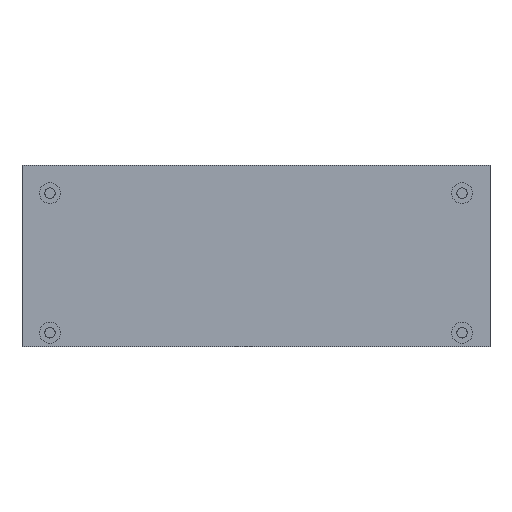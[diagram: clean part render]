
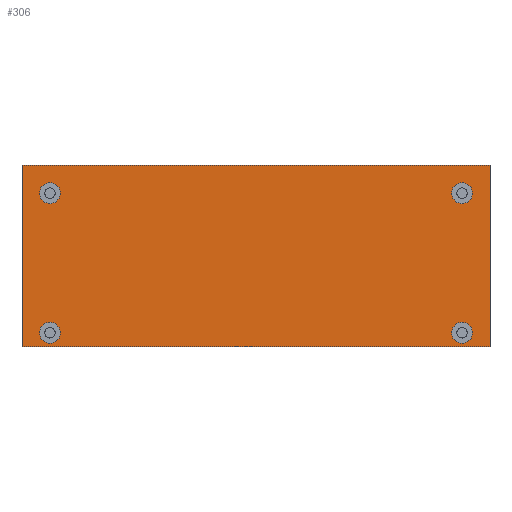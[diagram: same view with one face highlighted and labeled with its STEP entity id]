
A CAD part, front view. The second image highlights one B-rep face of the part: STEP entity #306.
In plain terms, the highlighted planar face has unit normal (0, -1, 0).
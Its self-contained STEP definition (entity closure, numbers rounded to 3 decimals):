
#19=FACE_BOUND('',#85,.T.);
#20=FACE_BOUND('',#86,.T.);
#21=FACE_BOUND('',#87,.T.);
#22=FACE_BOUND('',#88,.T.);
#36=PLANE('',#358);
#58=FACE_OUTER_BOUND('',#84,.T.);
#84=EDGE_LOOP('',(#269,#270,#271,#272));
#85=EDGE_LOOP('',(#273));
#86=EDGE_LOOP('',(#274));
#87=EDGE_LOOP('',(#275));
#88=EDGE_LOOP('',(#276));
#97=LINE('',#517,#117);
#101=LINE('',#525,#121);
#104=LINE('',#531,#124);
#107=LINE('',#536,#127);
#117=VECTOR('',#435,10.);
#121=VECTOR('',#441,10.);
#124=VECTOR('',#446,10.);
#127=VECTOR('',#451,10.);
#138=CIRCLE('',#339,1.5);
#140=CIRCLE('',#343,1.5);
#142=CIRCLE('',#347,1.5);
#144=CIRCLE('',#351,1.5);
#154=VERTEX_POINT('',#489);
#156=VERTEX_POINT('',#496);
#158=VERTEX_POINT('',#503);
#160=VERTEX_POINT('',#510);
#161=VERTEX_POINT('',#515);
#162=VERTEX_POINT('',#516);
#165=VERTEX_POINT('',#524);
#167=VERTEX_POINT('',#530);
#183=EDGE_CURVE('',#154,#154,#138,.T.);
#186=EDGE_CURVE('',#156,#156,#140,.T.);
#189=EDGE_CURVE('',#158,#158,#142,.T.);
#192=EDGE_CURVE('',#160,#160,#144,.T.);
#193=EDGE_CURVE('',#161,#162,#97,.T.);
#197=EDGE_CURVE('',#162,#165,#101,.T.);
#200=EDGE_CURVE('',#165,#167,#104,.T.);
#203=EDGE_CURVE('',#167,#161,#107,.T.);
#269=ORIENTED_EDGE('',*,*,#203,.T.);
#270=ORIENTED_EDGE('',*,*,#193,.T.);
#271=ORIENTED_EDGE('',*,*,#197,.T.);
#272=ORIENTED_EDGE('',*,*,#200,.T.);
#273=ORIENTED_EDGE('',*,*,#183,.T.);
#274=ORIENTED_EDGE('',*,*,#186,.T.);
#275=ORIENTED_EDGE('',*,*,#189,.T.);
#276=ORIENTED_EDGE('',*,*,#192,.T.);
#306=ADVANCED_FACE('',(#58,#19,#20,#21,#22),#36,.F.);
#339=AXIS2_PLACEMENT_3D('',#491,#402,#403);
#343=AXIS2_PLACEMENT_3D('',#498,#411,#412);
#347=AXIS2_PLACEMENT_3D('',#505,#420,#421);
#351=AXIS2_PLACEMENT_3D('',#512,#429,#430);
#358=AXIS2_PLACEMENT_3D('',#539,#455,#456);
#402=DIRECTION('center_axis',(0.,1.,0.));
#403=DIRECTION('ref_axis',(1.,0.,0.));
#411=DIRECTION('center_axis',(0.,1.,0.));
#412=DIRECTION('ref_axis',(1.,0.,0.));
#420=DIRECTION('center_axis',(0.,1.,0.));
#421=DIRECTION('ref_axis',(1.,0.,0.));
#429=DIRECTION('center_axis',(0.,1.,0.));
#430=DIRECTION('ref_axis',(1.,0.,0.));
#435=DIRECTION('',(0.,0.,-1.));
#441=DIRECTION('',(1.,0.,0.));
#446=DIRECTION('',(0.,0.,1.));
#451=DIRECTION('',(-1.,0.,0.));
#455=DIRECTION('center_axis',(0.,1.,0.));
#456=DIRECTION('ref_axis',(1.,0.,0.));
#489=CARTESIAN_POINT('',(61.5,0.,2.));
#491=CARTESIAN_POINT('Origin',(63.,0.,2.));
#496=CARTESIAN_POINT('',(2.5,0.,22.));
#498=CARTESIAN_POINT('Origin',(4.,0.,22.));
#503=CARTESIAN_POINT('',(61.5,0.,22.));
#505=CARTESIAN_POINT('Origin',(63.,0.,22.));
#510=CARTESIAN_POINT('',(2.5,0.,2.));
#512=CARTESIAN_POINT('Origin',(4.,0.,2.));
#515=CARTESIAN_POINT('',(0.,0.,26.));
#516=CARTESIAN_POINT('',(0.,0.,0.));
#517=CARTESIAN_POINT('',(0.,0.,26.));
#524=CARTESIAN_POINT('',(67.,0.,0.));
#525=CARTESIAN_POINT('',(0.,0.,0.));
#530=CARTESIAN_POINT('',(67.,0.,26.));
#531=CARTESIAN_POINT('',(67.,0.,0.));
#536=CARTESIAN_POINT('',(67.,0.,26.));
#539=CARTESIAN_POINT('Origin',(33.5,0.,13.));
